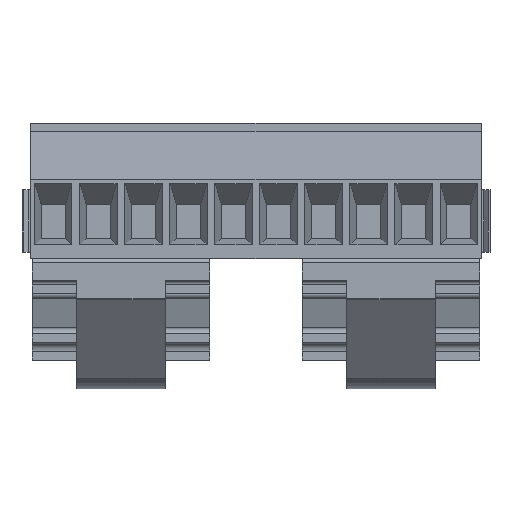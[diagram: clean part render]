
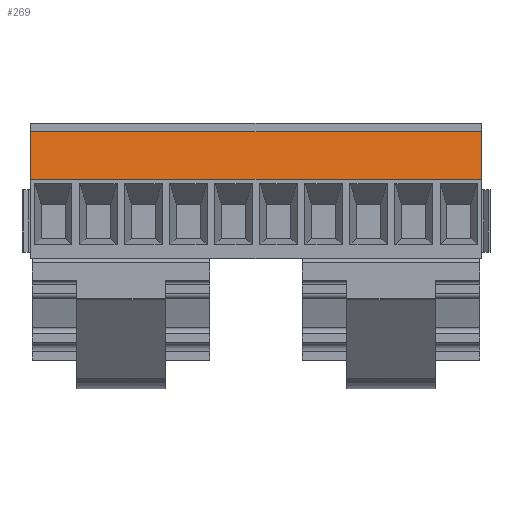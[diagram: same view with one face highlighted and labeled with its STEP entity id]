
A CAD part, top view. The second image highlights one B-rep face of the part: STEP entity #269.
In plain terms, the highlighted planar face has unit normal (0, 0.148, 0.989).
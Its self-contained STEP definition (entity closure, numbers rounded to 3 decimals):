
#242=AXIS2_PLACEMENT_3D('Plane Axis2P3D',#239,#240,#241) ;
#210=CARTESIAN_POINT('Vertex',(51.8,23.6,38.85)) ;
#213=CARTESIAN_POINT('Line Origine',(26.4,23.6,38.85)) ;
#217=CARTESIAN_POINT('Vertex',(1.,23.6,38.85)) ;
#239=CARTESIAN_POINT('Axis2P3D Location',(1.,23.6,38.85)) ;
#244=CARTESIAN_POINT('Line Origine',(51.8,26.275,38.45)) ;
#248=CARTESIAN_POINT('Vertex',(51.8,28.95,38.05)) ;
#251=CARTESIAN_POINT('Line Origine',(26.4,28.95,38.05)) ;
#255=CARTESIAN_POINT('Vertex',(1.,28.95,38.05)) ;
#258=CARTESIAN_POINT('Line Origine',(1.,26.275,38.45)) ;
#214=DIRECTION('Vector Direction',(1.,0.,0.)) ;
#240=DIRECTION('Axis2P3D Direction',(0.,-0.148,-0.989)) ;
#241=DIRECTION('Axis2P3D XDirection',(0.,0.989,-0.148)) ;
#245=DIRECTION('Vector Direction',(0.,0.989,-0.148)) ;
#252=DIRECTION('Vector Direction',(1.,0.,0.)) ;
#259=DIRECTION('Vector Direction',(0.,0.989,-0.148)) ;
#215=VECTOR('Line Direction',#214,1.) ;
#246=VECTOR('Line Direction',#245,1.) ;
#253=VECTOR('Line Direction',#252,1.) ;
#260=VECTOR('Line Direction',#259,1.) ;
#264=ORIENTED_EDGE('',*,*,#250,.T.) ;
#265=ORIENTED_EDGE('',*,*,#257,.F.) ;
#266=ORIENTED_EDGE('',*,*,#262,.F.) ;
#267=ORIENTED_EDGE('',*,*,#219,.T.) ;
#269=ADVANCED_FACE('HOUSING',(#268),#243,.F.) ;
#219=EDGE_CURVE('',#218,#211,#216,.T.) ;
#250=EDGE_CURVE('',#211,#249,#247,.T.) ;
#257=EDGE_CURVE('',#256,#249,#254,.T.) ;
#262=EDGE_CURVE('',#218,#256,#261,.T.) ;
#263=EDGE_LOOP('',(#264,#265,#266,#267)) ;
#268=FACE_OUTER_BOUND('',#263,.T.) ;
#216=LINE('Line',#213,#215) ;
#247=LINE('Line',#244,#246) ;
#254=LINE('Line',#251,#253) ;
#261=LINE('Line',#258,#260) ;
#243=PLANE('',#242) ;
#211=VERTEX_POINT('',#210) ;
#218=VERTEX_POINT('',#217) ;
#249=VERTEX_POINT('',#248) ;
#256=VERTEX_POINT('',#255) ;
